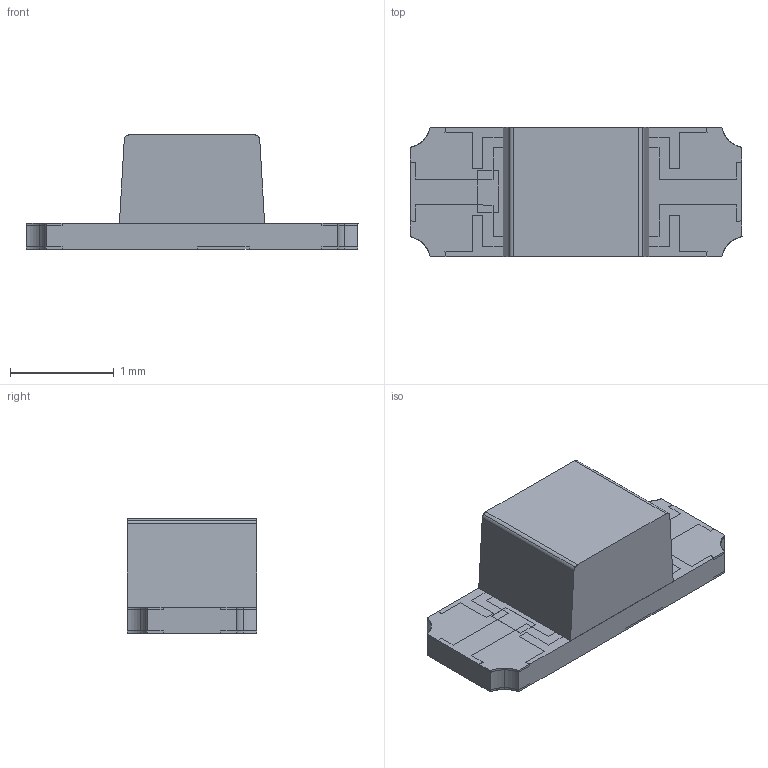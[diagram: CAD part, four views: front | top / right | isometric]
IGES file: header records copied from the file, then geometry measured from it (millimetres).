
Start section: SolidWorks IGES file using analytic representation for surfaces
Global section: file name: APTB3212SYKCGKC-01.igs; native system: SolidWorks 2012; preprocessor: SolidWorks 2012; author: Evant; date: 170717.113759; units: millimetre
Bounding box: 3.2 x 1.25 x 1.1 mm (x, y, z)
Surface area: 28.6 mm2 (no closed solid volume)
Topology: 0 solids, 0 shells, 396 faces, 2070 edges, 2068 vertices
Faces by surface type: bspline 236, revolution 160
